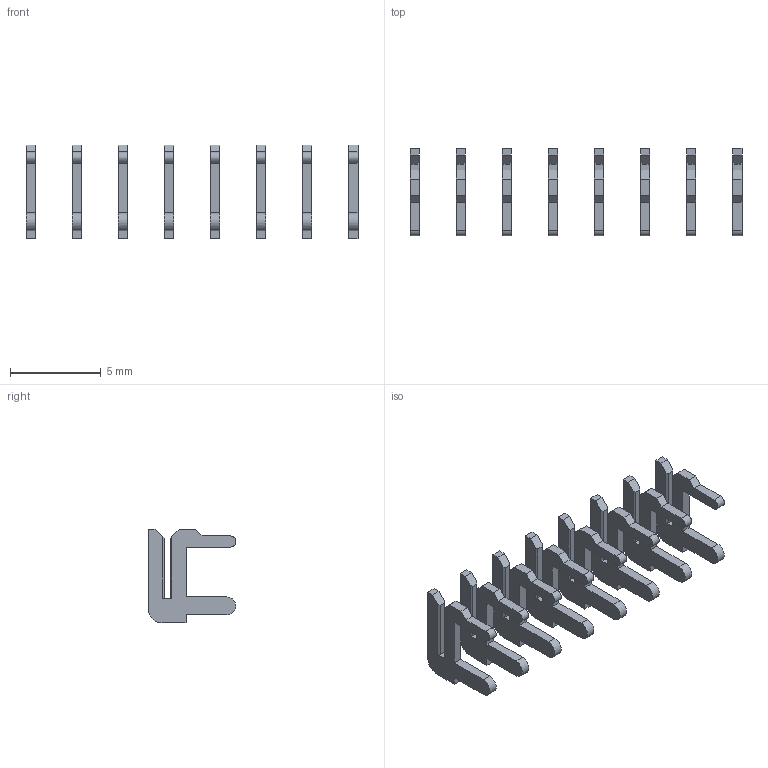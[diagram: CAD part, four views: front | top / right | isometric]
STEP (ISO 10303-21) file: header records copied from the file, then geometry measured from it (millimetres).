
FILE_DESCRIPTION (( 'STEP AP203' ), '1' );
FILE_NAME ('105-008-208-100.STEP', '2020-04-07T22:22:27', ( '' ), ( '' ), 'SwSTEP 2.0', 'SolidWorks 2016', '' );
FILE_SCHEMA (( 'CONFIG_CONTROL_DESIGN' ));
Length unit declared in the file: inch
Products named in the file (2): 105-008-208-100; 100-290-001_100-290-208
Assembly tree (8 placements, depth 2):
  105-008-208-100
    100-290-001_100-290-208  x8
Bounding box: 18.29 x 4.83 x 5.17 mm (x, y, z)
Volume: 55 mm3; surface area: 340 mm2
Topology: 8 solids, 8 shells, 200 faces, 552 edges, 368 vertices
Faces by surface type: plane 176, cylinder 24
Entity records: 1213 total; most frequent: CARTESIAN_POINT 151, DIRECTION 147, ORIENTED_EDGE 138, EDGE_CURVE 69, VECTOR 63, LINE 63, VERTEX_POINT 46, AXIS2_PLACEMENT_3D 42
